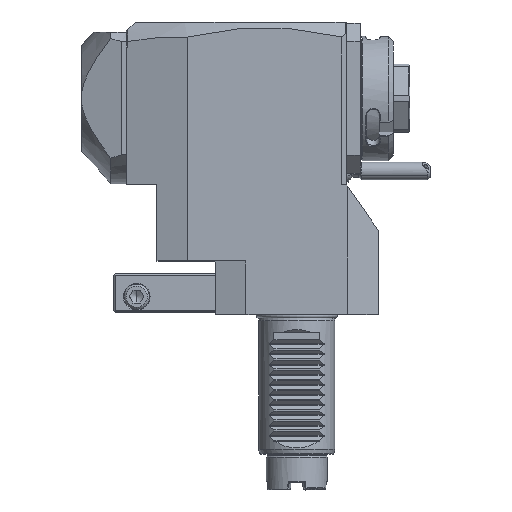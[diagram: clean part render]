
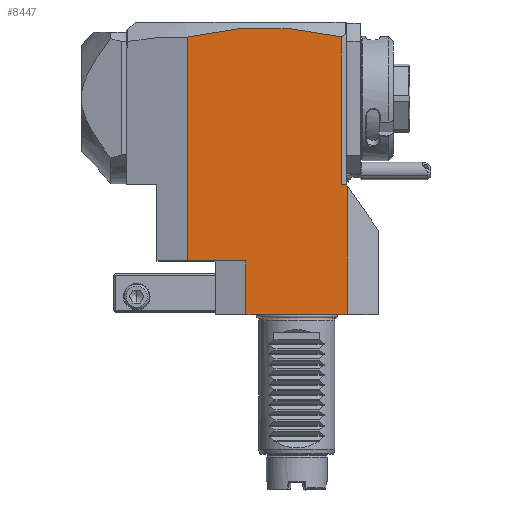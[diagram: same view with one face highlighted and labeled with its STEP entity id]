
A CAD part, top view. The second image highlights one B-rep face of the part: STEP entity #8447.
In plain terms, the highlighted planar face has unit normal (0, 0, 1).
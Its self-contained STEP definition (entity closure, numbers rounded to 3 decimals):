
#21=DIRECTION('',(0.,-1.,0.));
#22=VECTOR('',#21,88.092);
#23=CARTESIAN_POINT('',(-20.,58.092,32.));
#24=LINE('',#23,#22);
#39=CARTESIAN_POINT('',(40.5,58.133,32.));
#40=CARTESIAN_POINT('',(35.458,59.345,32.));
#41=CARTESIAN_POINT('',(25.373,61.145,32.));
#42=CARTESIAN_POINT('',(10.247,62.032,32.));
#43=CARTESIAN_POINT('',(-4.877,61.124,32.));
#44=CARTESIAN_POINT('',(-14.959,59.311,32.));
#45=CARTESIAN_POINT('',(-20.,58.092,32.));
#47=DIRECTION('',(-0.574,0.819,0.));
#48=VECTOR('',#47,0.872);
#49=CARTESIAN_POINT('',(43.,-0.714,32.));
#50=LINE('',#49,#48);
#51=DIRECTION('',(0.,1.,0.));
#52=VECTOR('',#51,50.286);
#53=CARTESIAN_POINT('',(43.,-51.,32.));
#54=LINE('',#53,#52);
#127=DIRECTION('',(1.,0.,0.));
#128=VECTOR('',#127,23.);
#129=CARTESIAN_POINT('',(-20.,-30.,32.));
#130=LINE('',#129,#128);
#772=DIRECTION('',(0.,1.,0.));
#773=VECTOR('',#772,58.133);
#774=CARTESIAN_POINT('',(40.5,0.,32.));
#775=LINE('',#774,#773);
#785=DIRECTION('',(-1.,0.,0.));
#786=VECTOR('',#785,2.);
#787=CARTESIAN_POINT('',(42.5,0.,32.));
#788=LINE('',#787,#786);
#3242=DIRECTION('',(0.,-1.,0.));
#3243=VECTOR('',#3242,21.);
#3244=CARTESIAN_POINT('',(3.,-30.,32.));
#3245=LINE('',#3244,#3243);
#3250=DIRECTION('',(-1.,0.,0.));
#3251=VECTOR('',#3250,40.);
#3252=CARTESIAN_POINT('',(43.,-51.,32.));
#3253=LINE('',#3252,#3251);
#7322=VERTEX_POINT('',#39);
#7323=VERTEX_POINT('',#45);
#8162=CARTESIAN_POINT('',(43.,-51.,32.));
#8163=CARTESIAN_POINT('',(3.,-51.,32.));
#8164=VERTEX_POINT('',#8162);
#8165=VERTEX_POINT('',#8163);
#8214=CARTESIAN_POINT('',(-20.,-30.,32.));
#8216=VERTEX_POINT('',#8214);
#8222=CARTESIAN_POINT('',(43.,-0.714,32.));
#8223=CARTESIAN_POINT('',(42.5,0.,32.));
#8224=VERTEX_POINT('',#8222);
#8225=VERTEX_POINT('',#8223);
#8334=CARTESIAN_POINT('',(40.5,0.,32.));
#8335=VERTEX_POINT('',#8334);
#8364=CARTESIAN_POINT('',(3.,-30.,32.));
#8365=VERTEX_POINT('',#8364);
#8423=CARTESIAN_POINT('',(-44.,0.,32.));
#8424=DIRECTION('',(0.,0.,1.));
#8425=DIRECTION('',(1.,0.,0.));
#8426=AXIS2_PLACEMENT_3D('',#8423,#8424,#8425);
#8427=PLANE('',#8426);
#8429=ORIENTED_EDGE('',*,*,#8428,.F.);
#8431=ORIENTED_EDGE('',*,*,#8430,.T.);
#8433=ORIENTED_EDGE('',*,*,#8432,.F.);
#8435=ORIENTED_EDGE('',*,*,#8434,.F.);
#8436=ORIENTED_EDGE('',*,*,#8406,.F.);
#8438=ORIENTED_EDGE('',*,*,#8437,.F.);
#8440=ORIENTED_EDGE('',*,*,#8439,.F.);
#8442=ORIENTED_EDGE('',*,*,#8441,.F.);
#8444=ORIENTED_EDGE('',*,*,#8443,.F.);
#8445=EDGE_LOOP('',(#8429,#8431,#8433,#8435,#8436,#8438,#8440,#8442,#8444));
#8446=FACE_OUTER_BOUND('',#8445,.F.);
#46=B_SPLINE_CURVE_WITH_KNOTS('',3,(#39,#40,#41,#42,#43,#44,#45),.UNSPECIFIED.,
.F.,.F.,(4,1,1,1,4),(0.,0.25,0.5,0.75,1.),.UNSPECIFIED.);
#8406=EDGE_CURVE('',#7323,#8216,#24,.T.);
#8428=EDGE_CURVE('',#8164,#8224,#54,.T.);
#8430=EDGE_CURVE('',#8164,#8165,#3253,.T.);
#8432=EDGE_CURVE('',#8365,#8165,#3245,.T.);
#8434=EDGE_CURVE('',#8216,#8365,#130,.T.);
#8437=EDGE_CURVE('',#7322,#7323,#46,.T.);
#8439=EDGE_CURVE('',#8335,#7322,#775,.T.);
#8441=EDGE_CURVE('',#8225,#8335,#788,.T.);
#8443=EDGE_CURVE('',#8224,#8225,#50,.T.);
#8447=ADVANCED_FACE('',(#8446),#8427,.T.);
